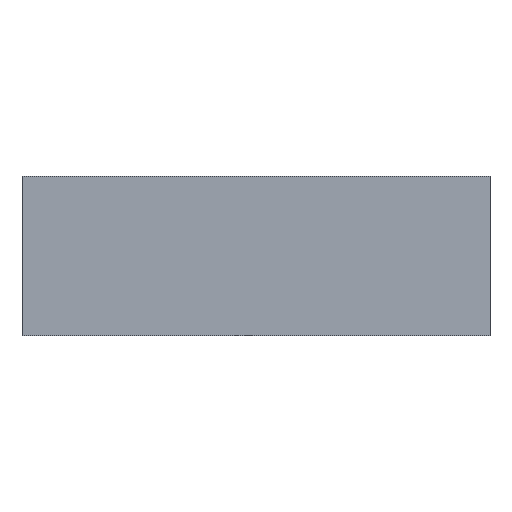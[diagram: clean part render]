
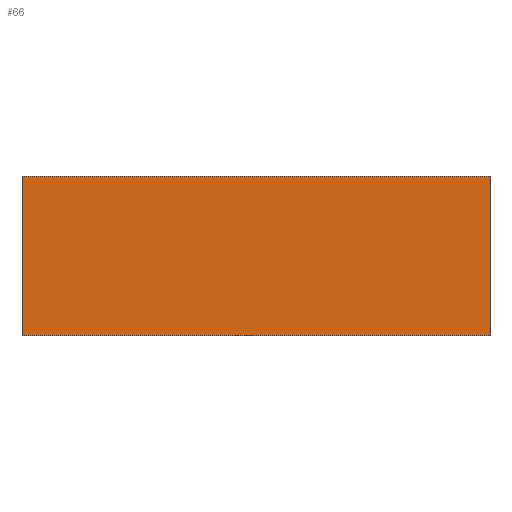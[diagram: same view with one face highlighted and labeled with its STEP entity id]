
A CAD part, front view. The second image highlights one B-rep face of the part: STEP entity #66.
In plain terms, the highlighted planar face has unit normal (0, -1, 0).
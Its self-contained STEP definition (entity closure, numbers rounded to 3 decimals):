
#66=ADVANCED_FACE('',(#130),#131,.F.);
#130=FACE_OUTER_BOUND('',#187,.T.);
#131=PLANE('',#188);
#187=EDGE_LOOP('',(#301,#302,#303,#304));
#188=AXIS2_PLACEMENT_3D('',#305,#306,#307);
#301=ORIENTED_EDGE('',*,*,#368,.T.);
#302=ORIENTED_EDGE('',*,*,#365,.F.);
#303=ORIENTED_EDGE('',*,*,#369,.F.);
#304=ORIENTED_EDGE('',*,*,#362,.F.);
#305=CARTESIAN_POINT('',(0.0,0.0,0.0));
#306=DIRECTION('',(0.0,1.0,0.0));
#307=DIRECTION('',(0.0,0.0,1.0));
#362=EDGE_CURVE('',#426,#424,#428,.T.);
#365=EDGE_CURVE('',#430,#432,#433,.T.);
#368=EDGE_CURVE('',#426,#432,#436,.T.);
#369=EDGE_CURVE('',#424,#430,#437,.T.);
#424=VERTEX_POINT('',#504);
#426=VERTEX_POINT('',#507);
#428=LINE('',#510,#511);
#430=VERTEX_POINT('',#513);
#432=VERTEX_POINT('',#516);
#433=LINE('',#517,#518);
#436=LINE('',#522,#523);
#437=LINE('',#524,#525);
#504=CARTESIAN_POINT('',(22.0,0.0,7.5));
#507=CARTESIAN_POINT('',(-22.0,0.0,7.5));
#510=CARTESIAN_POINT('',(0.0,0.0,7.5));
#511=VECTOR('',#578,1.0);
#513=CARTESIAN_POINT('',(22.0,0.0,-7.5));
#516=CARTESIAN_POINT('',(-22.0,0.0,-7.5));
#517=CARTESIAN_POINT('',(0.0,0.0,-7.5));
#518=VECTOR('',#580,1.0);
#522=CARTESIAN_POINT('',(-22.0,0.0,0.0));
#523=VECTOR('',#582,1.0);
#524=CARTESIAN_POINT('',(22.0,0.0,0.0));
#525=VECTOR('',#583,1.0);
#578=DIRECTION('',(1.0,0.0,0.0));
#580=DIRECTION('',(-1.0,0.0,0.0));
#582=DIRECTION('',(0.0,0.0,-1.0));
#583=DIRECTION('',(0.0,0.0,-1.0));
